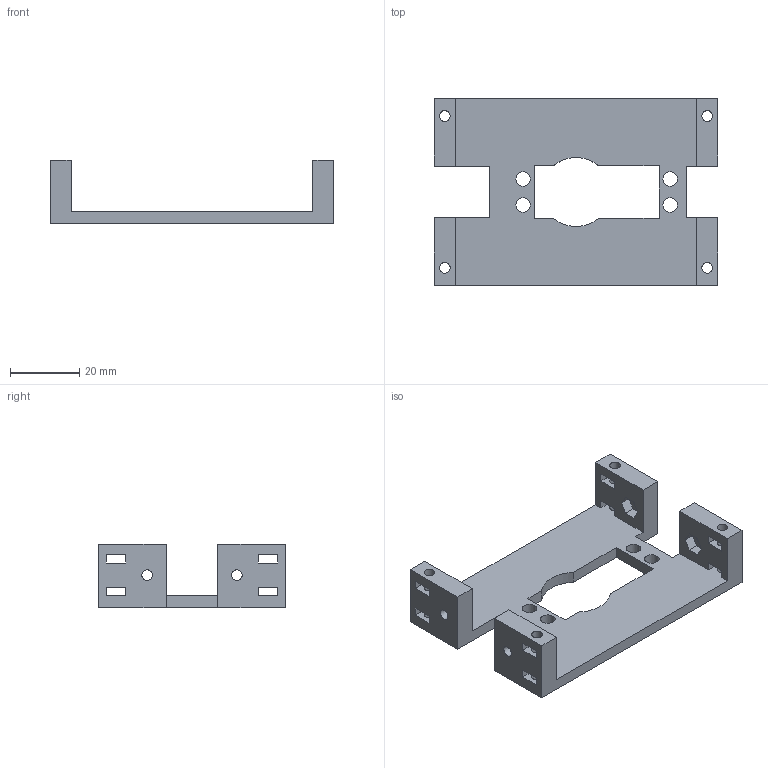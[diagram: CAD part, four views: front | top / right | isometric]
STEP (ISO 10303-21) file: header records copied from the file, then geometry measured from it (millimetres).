
FILE_DESCRIPTION(/* description */ (''),/* implementation_level */ '2;1');
FILE_NAME(/* name */ 'SCS3045MBase.step',/* time_stamp */ '2022-12-29T17:57:15+09:00',/* author */ (''),/* organization */ (''),/* preprocessor_version */ 'ST-DEVELOPER v19.2',/* originating_system */ 'Autodesk Translation Framework v11.17.0.187',/* authorisation */ '');
FILE_SCHEMA (('AUTOMOTIVE_DESIGN { 1 0 10303 214 3 1 1 }'));
Length unit declared in the file: millimetre
Products named in the file (1): SCS3045MBase
Bounding box: 82 x 54 x 18.5 mm (x, y, z)
Volume: 14946.6 mm3; surface area: 13317.3 mm2
Topology: 1 solids, 1 shells, 116 faces, 336 edges, 224 vertices
Faces by surface type: plane 94, cylinder 22
Full cylindrical faces by diameter (mm): 3.1 x16, 4.2 x4
Entity records: 3933 total; most frequent: CARTESIAN_POINT 677, ORIENTED_EDGE 672, DIRECTION 614, EDGE_CURVE 336, LINE 292, VECTOR 292, VERTEX_POINT 224, EDGE_LOOP 176
